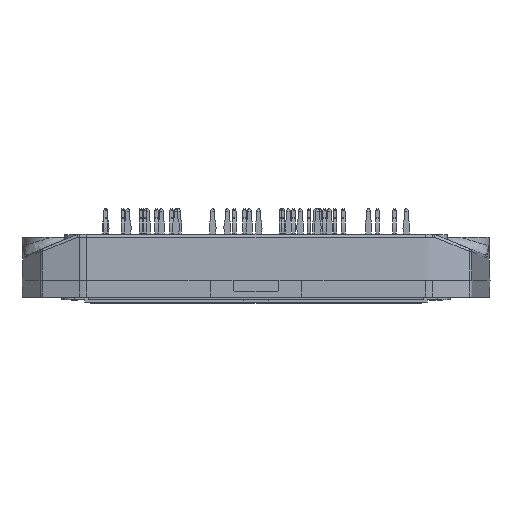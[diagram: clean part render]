
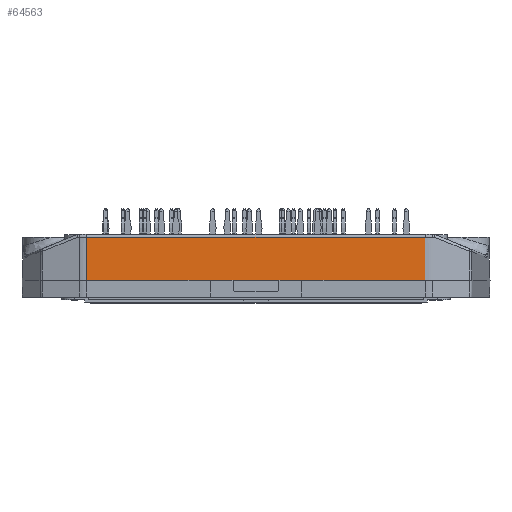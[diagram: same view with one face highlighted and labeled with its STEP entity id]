
A CAD part, front view. The second image highlights one B-rep face of the part: STEP entity #64563.
In plain terms, the highlighted planar face has unit normal (0, -1, 0.026).
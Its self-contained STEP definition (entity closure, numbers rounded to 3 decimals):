
#7340=ORIENTED_EDGE('',*,*,#20379,.F.);
#7341=ORIENTED_EDGE('',*,*,#20380,.T.);
#7342=ORIENTED_EDGE('',*,*,#20114,.F.);
#7343=ORIENTED_EDGE('',*,*,#20381,.F.);
#7344=ORIENTED_EDGE('',*,*,#20382,.T.);
#7345=ORIENTED_EDGE('',*,*,#20383,.T.);
#7346=ORIENTED_EDGE('',*,*,#20367,.T.);
#7347=ORIENTED_EDGE('',*,*,#20384,.F.);
#7348=ORIENTED_EDGE('',*,*,#20362,.F.);
#7349=ORIENTED_EDGE('',*,*,#20101,.F.);
#20101=EDGE_CURVE('',#26752,#26753,#30908,.T.);
#20114=EDGE_CURVE('',#26762,#26763,#30916,.T.);
#20362=EDGE_CURVE('',#26753,#26911,#31036,.T.);
#20367=EDGE_CURVE('',#26915,#26914,#31039,.T.);
#20379=EDGE_CURVE('',#26925,#26752,#31047,.T.);
#20380=EDGE_CURVE('',#26925,#26763,#31048,.F.);
#20381=EDGE_CURVE('',#26926,#26762,#31049,.F.);
#20382=EDGE_CURVE('',#26926,#26927,#31050,.T.);
#20383=EDGE_CURVE('',#26927,#26915,#31051,.T.);
#20384=EDGE_CURVE('',#26911,#26914,#31052,.T.);
#26752=VERTEX_POINT('',#89640);
#26753=VERTEX_POINT('',#89642);
#26762=VERTEX_POINT('',#89675);
#26763=VERTEX_POINT('',#89676);
#26911=VERTEX_POINT('',#90716);
#26914=VERTEX_POINT('',#90723);
#26915=VERTEX_POINT('',#90725);
#26925=VERTEX_POINT('',#90829);
#26926=VERTEX_POINT('',#90832);
#26927=VERTEX_POINT('',#90834);
#30908=LINE('',#89641,#35090);
#30916=LINE('',#89674,#35098);
#31036=LINE('',#90715,#35218);
#31039=LINE('',#90724,#35221);
#31047=LINE('',#90828,#35229);
#31048=LINE('',#90830,#35230);
#31049=LINE('',#90831,#35231);
#31050=LINE('',#90833,#35232);
#31051=LINE('',#90835,#35233);
#31052=LINE('',#90836,#35234);
#35090=VECTOR('',#74219,1000.);
#35098=VECTOR('',#74243,1000.);
#35218=VECTOR('',#74681,1000.);
#35221=VECTOR('',#74688,1000.);
#35229=VECTOR('',#74700,1000.);
#35230=VECTOR('',#74701,1000.);
#35231=VECTOR('',#74702,1000.);
#35232=VECTOR('',#74703,1000.);
#35233=VECTOR('',#74704,1000.);
#35234=VECTOR('',#74705,1000.);
#39350=EDGE_LOOP('',(#7340,#7341,#7342,#7343,#7344,#7345,#7346,#7347,#7348,
#7349));
#42182=FACE_BOUND('',#39350,.T.);
#44525=PLANE('',#67967);
#64563=ADVANCED_FACE('',(#42182),#44525,.T.);
#67967=AXIS2_PLACEMENT_3D('',#90827,#74698,#74699);
#74219=DIRECTION('',(-1.,0.,0.));
#74243=DIRECTION('',(1.,0.,0.));
#74681=DIRECTION('',(-1.,0.,0.));
#74688=DIRECTION('',(1.,0.,0.));
#74698=DIRECTION('',(0.,-1.,0.026));
#74699=DIRECTION('',(0.,0.026,1.));
#74700=DIRECTION('',(-1.,0.,0.));
#74701=DIRECTION('',(0.006,-0.026,-1.));
#74702=DIRECTION('',(-0.006,-0.026,-1.));
#74703=DIRECTION('',(1.,0.,0.));
#74704=DIRECTION('',(1.,0.,0.));
#74705=DIRECTION('',(-1.,0.,0.));
#89640=CARTESIAN_POINT('',(29.513,-30.776,3.));
#89641=CARTESIAN_POINT('',(17.961,-30.776,3.));
#89642=CARTESIAN_POINT('',(8.,-30.776,3.));
#89674=CARTESIAN_POINT('',(27.533,-30.58,10.513));
#89675=CARTESIAN_POINT('',(-29.469,-30.58,10.513));
#89676=CARTESIAN_POINT('',(29.469,-30.58,10.513));
#90715=CARTESIAN_POINT('',(17.961,-30.776,3.));
#90716=CARTESIAN_POINT('',(4.,-30.776,3.));
#90723=CARTESIAN_POINT('',(-4.,-30.776,3.));
#90724=CARTESIAN_POINT('',(-17.961,-30.776,3.));
#90725=CARTESIAN_POINT('',(-8.,-30.776,3.));
#90827=CARTESIAN_POINT('',(17.961,-30.776,3.));
#90828=CARTESIAN_POINT('',(17.961,-30.776,3.));
#90829=CARTESIAN_POINT('',(29.513,-30.776,3.));
#90830=CARTESIAN_POINT('',(29.512,-30.775,3.067));
#90831=CARTESIAN_POINT('',(-29.512,-30.775,3.067));
#90832=CARTESIAN_POINT('',(-29.513,-30.776,3.));
#90833=CARTESIAN_POINT('',(-17.961,-30.776,3.));
#90834=CARTESIAN_POINT('',(-29.513,-30.776,3.));
#90835=CARTESIAN_POINT('',(-17.961,-30.776,3.));
#90836=CARTESIAN_POINT('',(-17.961,-30.776,3.));
